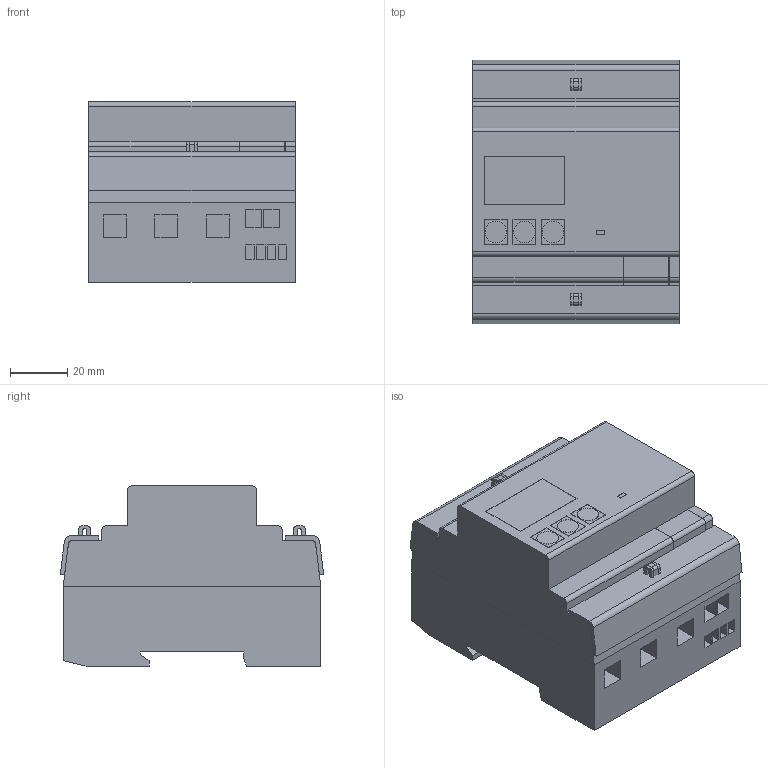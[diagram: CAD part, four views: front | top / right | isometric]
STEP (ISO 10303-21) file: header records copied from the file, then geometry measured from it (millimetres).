
FILE_DESCRIPTION(/* description */ (''),/* implementation_level */ '2;1');
FILE_NAME(/* name */ '3d_DMED300T2.stp',/* time_stamp */ '2017-09-21T11:25:06+02:00',/* author */ ('Andrzej'),/* organization */ (''),/* preprocessor_version */ 'ST-DEVELOPER v16.13',/* originating_system */ 'AutoCAD Mechanical',/* authorisation */ '');
FILE_SCHEMA (('AUTOMOTIVE_DESIGN { 1 0 10303 214 3 1 1 }'));
Length unit declared in the file: millimetre
Products named in the file (1): Product
Bounding box: 72 x 91.95 x 63 mm (x, y, z)
Volume: 334391.4 mm3; surface area: 57040.4 mm2
Topology: 4 solids, 4 shells, 250 faces, 642 edges, 428 vertices
Faces by surface type: plane 204, cylinder 46
Full cylindrical faces by diameter (mm): 6 x7, 7.5 x3
Entity records: 7512 total; most frequent: CARTESIAN_POINT 1311, ORIENTED_EDGE 1264, DIRECTION 1226, EDGE_CURVE 632, LINE 540, VECTOR 540, VERTEX_POINT 428, AXIS2_PLACEMENT_3D 343
